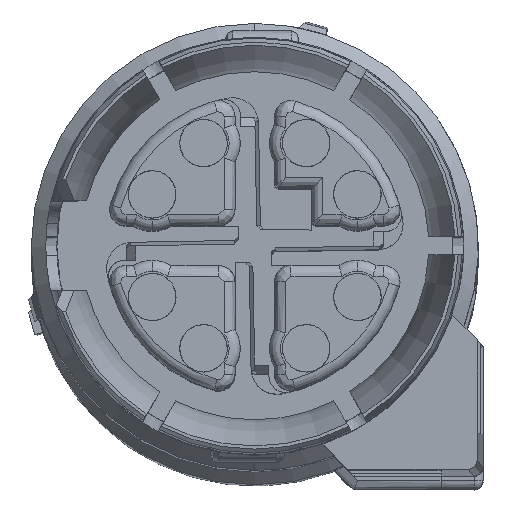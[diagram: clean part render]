
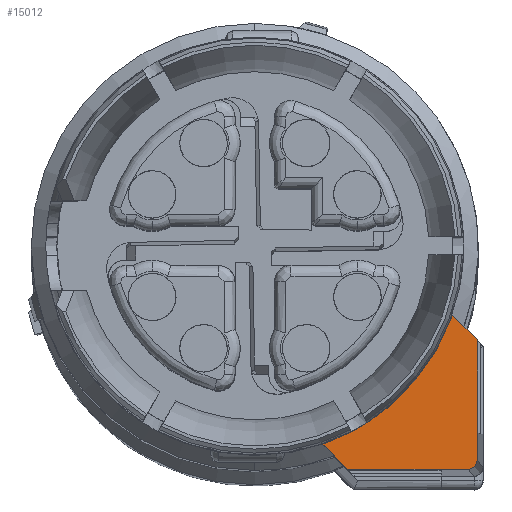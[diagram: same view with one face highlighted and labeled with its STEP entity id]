
A CAD part, top view. The second image highlights one B-rep face of the part: STEP entity #15012.
In plain terms, the highlighted planar face has unit normal (0, 0, 1).
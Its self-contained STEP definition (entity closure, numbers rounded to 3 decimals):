
#13863=AXIS2_PLACEMENT_3D('Circle Axis2P3D',#13861,#13862,$) ;
#13911=AXIS2_PLACEMENT_3D('Circle Axis2P3D',#13909,#13910,$) ;
#14558=AXIS2_PLACEMENT_3D('Circle Axis2P3D',#14556,#14557,$) ;
#15000=AXIS2_PLACEMENT_3D('Plane Axis2P3D',#14997,#14998,#14999) ;
#13851=CARTESIAN_POINT('Vertex',(6.17,11.836,267.)) ;
#13858=CARTESIAN_POINT('Vertex',(6.17,0.636,267.)) ;
#13861=CARTESIAN_POINT('Axis2P3D Location',(6.17,6.236,267.)) ;
#13909=CARTESIAN_POINT('Axis2P3D Location',(6.17,6.236,267.)) ;
#13913=CARTESIAN_POINT('Vertex',(11.481,4.46,267.)) ;
#13938=CARTESIAN_POINT('Vertex',(12.243,3.699,267.)) ;
#13948=CARTESIAN_POINT('Line Origine',(11.862,4.08,267.)) ;
#14533=CARTESIAN_POINT('Vertex',(7.946,0.925,267.)) ;
#14540=CARTESIAN_POINT('Vertex',(8.707,0.164,267.)) ;
#14543=CARTESIAN_POINT('Line Origine',(8.327,0.544,267.)) ;
#14556=CARTESIAN_POINT('Axis2P3D Location',(6.17,6.236,267.)) ;
#14713=CARTESIAN_POINT('Line Origine',(12.243,2.056,267.)) ;
#14717=CARTESIAN_POINT('Vertex',(12.243,0.414,267.)) ;
#14884=CARTESIAN_POINT('Vertex',(11.993,0.164,267.)) ;
#14887=CARTESIAN_POINT('Line Origine',(10.35,0.164,267.)) ;
#14949=CARTESIAN_POINT('Control Point',(11.993,0.164,267.)) ;
#14950=CARTESIAN_POINT('Control Point',(12.091,0.164,267.)) ;
#14951=CARTESIAN_POINT('Control Point',(12.19,0.216,267.)) ;
#14952=CARTESIAN_POINT('Control Point',(12.243,0.315,267.)) ;
#14953=CARTESIAN_POINT('Control Point',(12.243,0.414,267.)) ;
#14997=CARTESIAN_POINT('Axis2P3D Location',(6.17,0.136,267.)) ;
#13862=DIRECTION('Axis2P3D Direction',(0.,0.,-1.)) ;
#13910=DIRECTION('Axis2P3D Direction',(0.,0.,-1.)) ;
#13949=DIRECTION('Vector Direction',(0.707,-0.707,0.)) ;
#14544=DIRECTION('Vector Direction',(-0.707,0.707,0.)) ;
#14557=DIRECTION('Axis2P3D Direction',(0.,0.,-1.)) ;
#14714=DIRECTION('Vector Direction',(0.,-1.,0.)) ;
#14888=DIRECTION('Vector Direction',(-1.,0.,0.)) ;
#14998=DIRECTION('Axis2P3D Direction',(0.,0.,1.)) ;
#14999=DIRECTION('Axis2P3D XDirection',(0.,-1.,0.)) ;
#13950=VECTOR('Line Direction',#13949,1.) ;
#14545=VECTOR('Line Direction',#14544,1.) ;
#14715=VECTOR('Line Direction',#14714,1.) ;
#14889=VECTOR('Line Direction',#14888,1.) ;
#15003=ORIENTED_EDGE('',*,*,#13915,.T.) ;
#15004=ORIENTED_EDGE('',*,*,#13865,.T.) ;
#15005=ORIENTED_EDGE('',*,*,#14560,.T.) ;
#15006=ORIENTED_EDGE('',*,*,#14547,.F.) ;
#15007=ORIENTED_EDGE('',*,*,#14891,.F.) ;
#15008=ORIENTED_EDGE('',*,*,#14954,.T.) ;
#15009=ORIENTED_EDGE('',*,*,#14719,.F.) ;
#15010=ORIENTED_EDGE('',*,*,#13952,.F.) ;
#15012=ADVANCED_FACE('2003850050.1\\Hauptkoerper',(#15011),#15001,.T.) ;
#14948=B_SPLINE_CURVE_WITH_KNOTS('',4,(#14949,#14950,#14951,#14952,#14953),.UNSPECIFIED.,.F.,.U.,(5,5),(0.,0.68),.UNSPECIFIED.) ;
#13864=CIRCLE('generated circle',#13863,5.6) ;
#13912=CIRCLE('generated circle',#13911,5.6) ;
#14559=CIRCLE('generated circle',#14558,5.6) ;
#13865=EDGE_CURVE('',#13852,#13859,#13864,.F.) ;
#13915=EDGE_CURVE('',#13914,#13852,#13912,.F.) ;
#13952=EDGE_CURVE('',#13914,#13939,#13951,.T.) ;
#14547=EDGE_CURVE('',#14541,#14534,#14546,.T.) ;
#14560=EDGE_CURVE('',#13859,#14534,#14559,.F.) ;
#14719=EDGE_CURVE('',#13939,#14718,#14716,.T.) ;
#14891=EDGE_CURVE('',#14885,#14541,#14890,.T.) ;
#14954=EDGE_CURVE('',#14885,#14718,#14948,.T.) ;
#15002=EDGE_LOOP('',(#15003,#15004,#15005,#15006,#15007,#15008,#15009,#15010)) ;
#15011=FACE_OUTER_BOUND('',#15002,.T.) ;
#13951=LINE('Line',#13948,#13950) ;
#14546=LINE('Line',#14543,#14545) ;
#14716=LINE('Line',#14713,#14715) ;
#14890=LINE('Line',#14887,#14889) ;
#15001=PLANE('',#15000) ;
#13852=VERTEX_POINT('',#13851) ;
#13859=VERTEX_POINT('',#13858) ;
#13914=VERTEX_POINT('',#13913) ;
#13939=VERTEX_POINT('',#13938) ;
#14534=VERTEX_POINT('',#14533) ;
#14541=VERTEX_POINT('',#14540) ;
#14718=VERTEX_POINT('',#14717) ;
#14885=VERTEX_POINT('',#14884) ;
